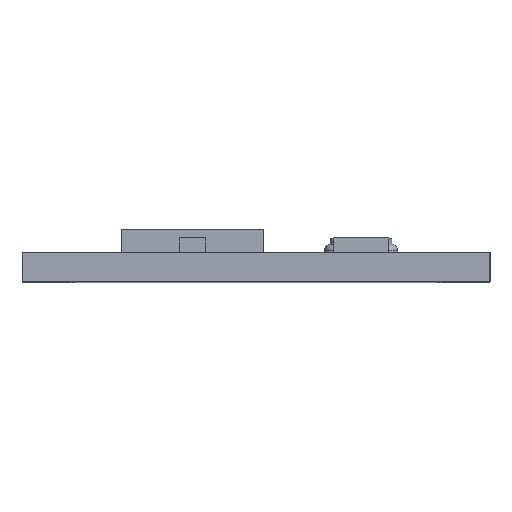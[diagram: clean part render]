
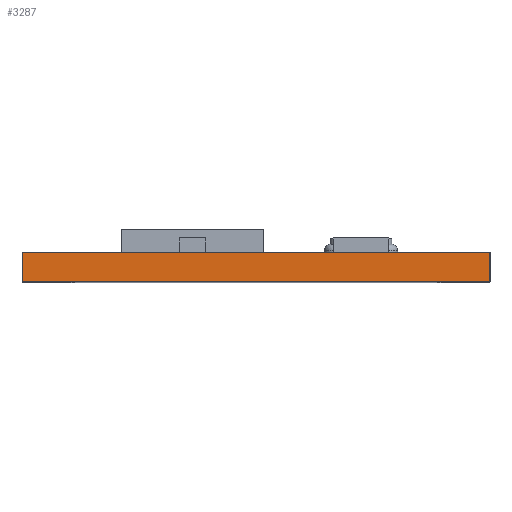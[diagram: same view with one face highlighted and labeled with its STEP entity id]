
A CAD part, top view. The second image highlights one B-rep face of the part: STEP entity #3287.
In plain terms, the highlighted planar face has unit normal (0, 0, 1).
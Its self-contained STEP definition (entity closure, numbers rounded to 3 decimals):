
#31 = DIRECTION ( 'NONE',  ( 0., -1., 0. ) ) ;
#34 = EDGE_CURVE ( 'NONE', #5167, #1823, #7831, .T. ) ;
#39 = LINE ( 'NONE', #625, #8037 ) ;
#625 = CARTESIAN_POINT ( 'NONE',  ( -8., 1., 8. ) ) ;
#986 = FACE_OUTER_BOUND ( 'NONE', #5836, .T. ) ;
#1130 = EDGE_CURVE ( 'NONE', #1823, #1827, #8533, .T. ) ;
#1250 = VERTEX_POINT ( 'NONE', #6284 ) ;
#1344 = LINE ( 'NONE', #6463, #4604 ) ;
#1354 = ORIENTED_EDGE ( 'NONE', *, *, #34, .F. ) ;
#1545 = CARTESIAN_POINT ( 'NONE',  ( -8., 1., 8. ) ) ;
#1823 = VERTEX_POINT ( 'NONE', #2249 ) ;
#1827 = VERTEX_POINT ( 'NONE', #3659 ) ;
#2249 = CARTESIAN_POINT ( 'NONE',  ( 8., 1., 8. ) ) ;
#2351 = CARTESIAN_POINT ( 'NONE',  ( 8., 1., 8. ) ) ;
#2353 = DIRECTION ( 'NONE',  ( 1., 0., 0. ) ) ;
#2415 = VECTOR ( 'NONE', #7036, 1000. ) ;
#2903 = CARTESIAN_POINT ( 'NONE',  ( -8., 1., 8. ) ) ;
#3287 = ADVANCED_FACE ( 'NONE', ( #986 ), #3524, .F. ) ;
#3499 = DIRECTION ( 'NONE',  ( 0., 0., -1. ) ) ;
#3524 = PLANE ( 'NONE',  #6839 ) ;
#3659 = CARTESIAN_POINT ( 'NONE',  ( 8., 0., 8. ) ) ;
#4024 = ORIENTED_EDGE ( 'NONE', *, *, #1130, .F. ) ;
#4604 = VECTOR ( 'NONE', #2353, 1000. ) ;
#4933 = DIRECTION ( 'NONE',  ( -1., 0., 0. ) ) ;
#5167 = VERTEX_POINT ( 'NONE', #2903 ) ;
#5658 = ORIENTED_EDGE ( 'NONE', *, *, #7548, .T. ) ;
#5836 = EDGE_LOOP ( 'NONE', ( #6576, #4024, #1354, #5658 ) ) ;
#5908 = CARTESIAN_POINT ( 'NONE',  ( -8., 1., 8. ) ) ;
#6188 = DIRECTION ( 'NONE',  ( 1., 0., 0. ) ) ;
#6284 = CARTESIAN_POINT ( 'NONE',  ( -8., 0., 8. ) ) ;
#6463 = CARTESIAN_POINT ( 'NONE',  ( -8., 0., 8. ) ) ;
#6576 = ORIENTED_EDGE ( 'NONE', *, *, #7218, .T. ) ;
#6839 = AXIS2_PLACEMENT_3D ( 'NONE', #1545, #3499, #4933 ) ;
#7036 = DIRECTION ( 'NONE',  ( 0., -1., 0. ) ) ;
#7218 = EDGE_CURVE ( 'NONE', #1250, #1827, #1344, .T. ) ;
#7548 = EDGE_CURVE ( 'NONE', #5167, #1250, #39, .T. ) ;
#7613 = VECTOR ( 'NONE', #6188, 1000. ) ;
#7831 = LINE ( 'NONE', #5908, #7613 ) ;
#8037 = VECTOR ( 'NONE', #31, 1000. ) ;
#8533 = LINE ( 'NONE', #2351, #2415 ) ;
